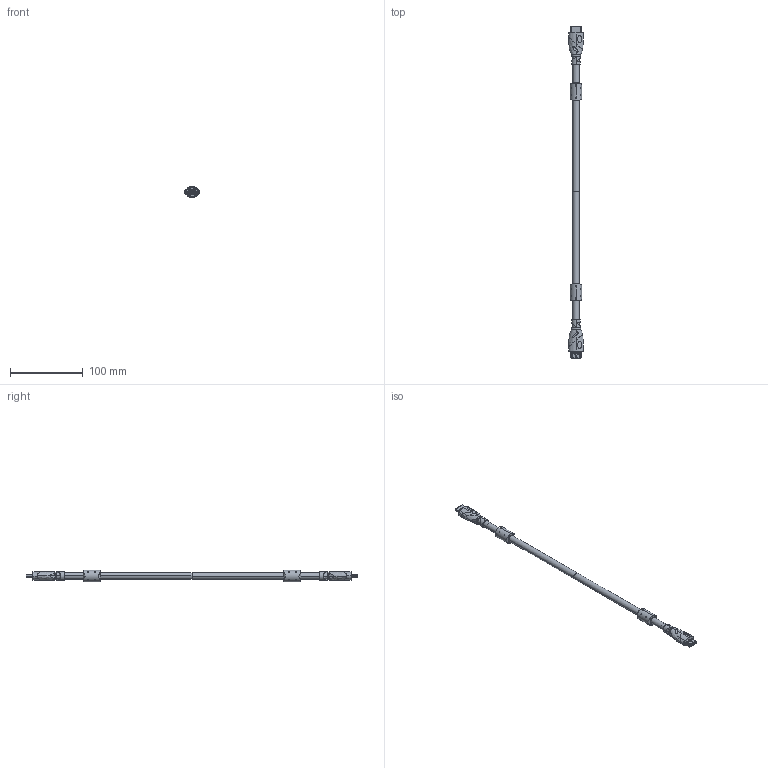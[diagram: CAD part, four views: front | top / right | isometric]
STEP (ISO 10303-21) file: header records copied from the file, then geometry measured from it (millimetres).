
FILE_DESCRIPTION (( 'STEP AP214' ), '1' );
FILE_NAME ('HDMI-MM-F_3D.STEP', '2022-08-18T18:07:39', ( '' ), ( '' ), 'SwSTEP 2.0', 'SolidWorks 2021', '' );
FILE_SCHEMA (( 'AUTOMOTIVE_DESIGN' ));
Length unit declared in the file: inch
Products named in the file (9): MKT-2019-7-23-006; 5001-6DA-EMI-007; 5001-6DA-3; MKT-2019-7-23-002; MAGNET RING; 2.2 5001-6da-emi-003_asm; MKT-2019-7-23-001; HDMI-MM-F_3D; 5001-6DA-EMI-006
Assembly tree (10 placements, depth 3):
  HDMI-MM-F_3D
    2.2 5001-6da-emi-003_asm  x2
      MKT-2019-7-23-001
      MKT-2019-7-23-002
      5001-6DA-3
      MKT-2019-7-23-006
      5001-6DA-EMI-006
      5001-6DA-EMI-007
    MAGNET RING  x2
Bounding box: 20.2 x 456.04 x 15.82 mm (x, y, z)
Volume: 47905.5 mm3; surface area: 32276.1 mm2
Topology: 14 solids, 52 shells, 2738 faces, 7092 edges, 4562 vertices
Faces by surface type: plane 1384, cylinder 872, bspline 482
Entity records: 68021 total; most frequent: CARTESIAN_POINT 21016, ORIENTED_EDGE 7068, DIRECTION 5674, EDGE_CURVE 3534, VERTEX_POINT 2281, VECTOR 2168, LINE 2168, AXIS2_PLACEMENT_3D 1753
